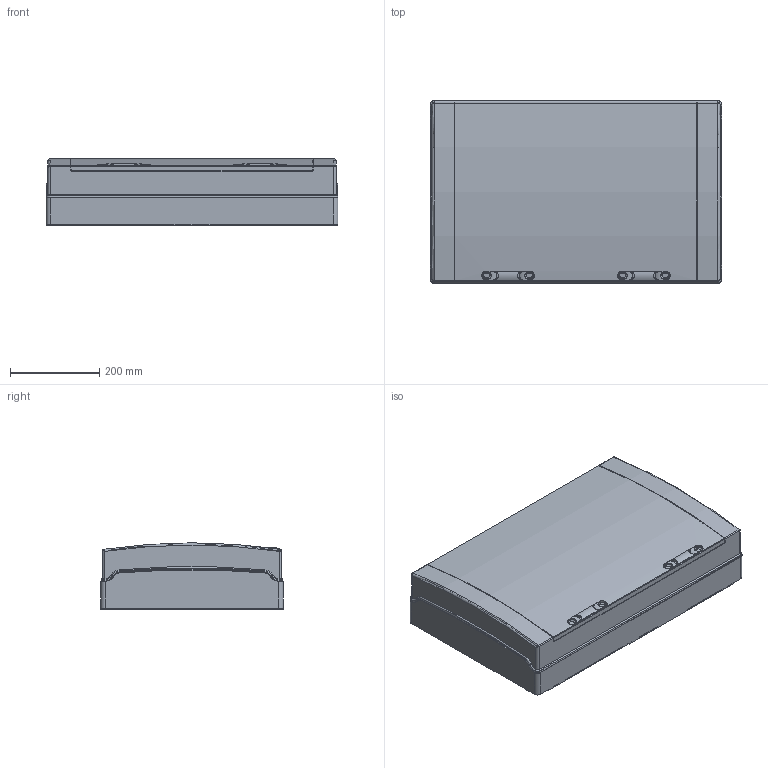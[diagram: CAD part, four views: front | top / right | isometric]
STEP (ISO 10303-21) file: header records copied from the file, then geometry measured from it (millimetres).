
FILE_DESCRIPTION((''),'2;1');
FILE_NAME('GW40108_ASM','2021-07-16T14:14:46',('user'),('Axiro Italia'),'CREO PARAMETRIC BY PTC INC, 2020354','CREO PARAMETRIC BY PTC INC, 2020354','');
FILE_SCHEMA(('CONFIG_CONTROL_DESIGN'));
Length unit declared in the file: millimetre
Products named in the file (6): GW_40_108_SCATOLA_OR; GW_40_108_COPERCHIO_OR; GW40108_COMPONENTE_PLASTICA_DX; GW40108_COMPONENTE_PLASTICA_SX; GUIDA_DIN_18_1; GW40108_ASM
Assembly tree (7 placements, depth 2):
  GW40108_ASM
    GW_40_108_SCATOLA_OR
    GW_40_108_COPERCHIO_OR
    GW40108_COMPONENTE_PLASTICA_DX
    GW40108_COMPONENTE_PLASTICA_SX
    GUIDA_DIN_18_1  x3
Bounding box: 655 x 410 x 148.88 mm (x, y, z)
Volume: 10609382.2 mm3; surface area: 2067058.2 mm2
Topology: 7 solids, 7 shells, 1708 faces, 4442 edges, 2832 vertices
Faces by surface type: plane 1283, cylinder 320, cone 68, torus 24, bspline 13
Entity records: 50206 total; most frequent: CARTESIAN_POINT 9982, ORIENTED_EDGE 8428, DIRECTION 8073, EDGE_CURVE 4214, VECTOR 3445, LINE 3445, VERTEX_POINT 2680, AXIS2_PLACEMENT_3D 2314
